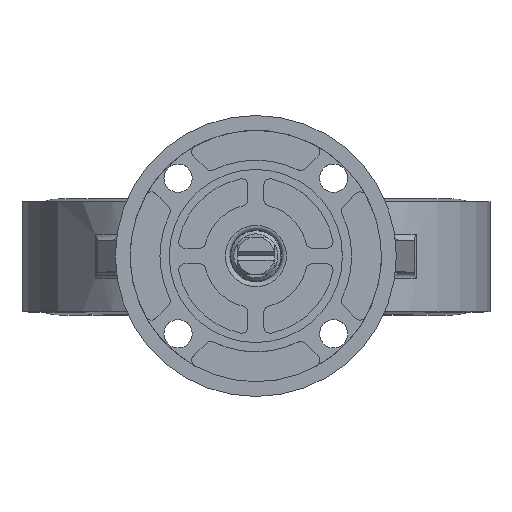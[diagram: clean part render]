
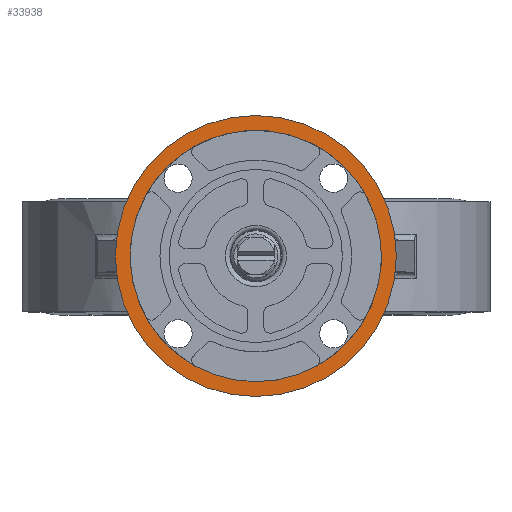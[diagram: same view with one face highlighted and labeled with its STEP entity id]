
A CAD part, top view. The second image highlights one B-rep face of the part: STEP entity #33938.
In plain terms, the highlighted planar face has unit normal (0, 0, 1).
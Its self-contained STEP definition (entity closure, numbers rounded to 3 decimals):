
#6662=PLANE('',#35830);
#7455=FACE_BOUND('',#9544,.T.);
#7706=FACE_OUTER_BOUND('',#9543,.T.);
#9543=EDGE_LOOP('',(#21584));
#9544=EDGE_LOOP('',(#21585));
#11555=CIRCLE('',#35831,44.7);
#11556=CIRCLE('',#35832,40.);
#13038=VERTEX_POINT('',#49138);
#13039=VERTEX_POINT('',#49140);
#16404=EDGE_CURVE('',#13038,#13038,#11555,.T.);
#16405=EDGE_CURVE('',#13039,#13039,#11556,.T.);
#21584=ORIENTED_EDGE('',*,*,#16404,.F.);
#21585=ORIENTED_EDGE('',*,*,#16405,.T.);
#33938=ADVANCED_FACE('',(#7706,#7455),#6662,.F.);
#35830=AXIS2_PLACEMENT_3D('',#49137,#39562,#39563);
#35831=AXIS2_PLACEMENT_3D('',#49139,#39564,#39565);
#35832=AXIS2_PLACEMENT_3D('',#49141,#39566,#39567);
#39562=DIRECTION('center_axis',(0.,0.,-1.));
#39563=DIRECTION('ref_axis',(-1.,0.,0.));
#39564=DIRECTION('center_axis',(0.,0.,-1.));
#39565=DIRECTION('ref_axis',(-1.,0.,0.));
#39566=DIRECTION('center_axis',(0.,0.,-1.));
#39567=DIRECTION('ref_axis',(-1.,0.,0.));
#49137=CARTESIAN_POINT('Origin',(0.,0.,167.5));
#49138=CARTESIAN_POINT('',(44.7,0.,167.5));
#49139=CARTESIAN_POINT('Origin',(0.,0.,167.5));
#49140=CARTESIAN_POINT('',(33.649,-21.628,167.5));
#49141=CARTESIAN_POINT('Origin',(0.,0.,167.5));
